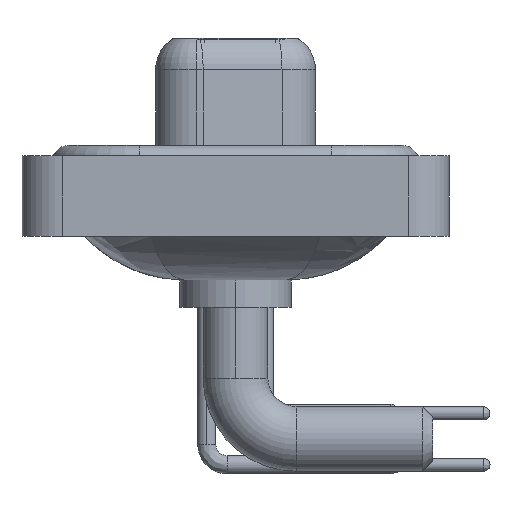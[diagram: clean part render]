
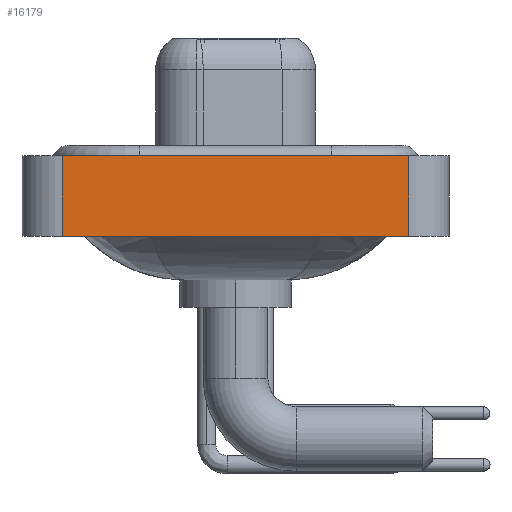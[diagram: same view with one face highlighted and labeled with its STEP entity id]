
A CAD part, left-side view. The second image highlights one B-rep face of the part: STEP entity #16179.
In plain terms, the highlighted planar face has unit normal (-1, 0, 0).
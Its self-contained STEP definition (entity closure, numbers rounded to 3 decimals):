
#138 = CARTESIAN_POINT ( 'NONE',  ( -7.35, -8.55, 0.4 ) ) ;
#884 = EDGE_CURVE ( 'NONE', #2585, #3649, #13024, .T. ) ;
#1080 = ORIENTED_EDGE ( 'NONE', *, *, #9994, .F. ) ;
#2353 = ORIENTED_EDGE ( 'NONE', *, *, #18155, .T. ) ;
#2585 = VERTEX_POINT ( 'NONE', #10646 ) ;
#3422 = CARTESIAN_POINT ( 'NONE',  ( -7.35, -8.55, 0.4 ) ) ;
#3649 = VERTEX_POINT ( 'NONE', #138 ) ;
#5100 = PLANE ( 'NONE',  #13348 ) ;
#7054 = CARTESIAN_POINT ( 'NONE',  ( -7.35, -8.55, -3.6 ) ) ;
#7109 = VECTOR ( 'NONE', #18067, 1000. ) ;
#7194 = CARTESIAN_POINT ( 'NONE',  ( -7.35, 8.55, -3.6 ) ) ;
#7242 = VECTOR ( 'NONE', #14871, 1000. ) ;
#8960 = DIRECTION ( 'NONE',  ( -1., 0., 0. ) ) ;
#9994 = EDGE_CURVE ( 'NONE', #20868, #2585, #18478, .T. ) ;
#10108 = EDGE_CURVE ( 'NONE', #20868, #10783, #17113, .T. ) ;
#10646 = CARTESIAN_POINT ( 'NONE',  ( -7.35, 8.55, 0.4 ) ) ;
#10783 = VERTEX_POINT ( 'NONE', #7054 ) ;
#11122 = DIRECTION ( 'NONE',  ( 0., -1., 0. ) ) ;
#11748 = CARTESIAN_POINT ( 'NONE',  ( -7.35, -8.55, -3.6 ) ) ;
#12439 = CARTESIAN_POINT ( 'NONE',  ( -7.35, -8.55, -3.6 ) ) ;
#12887 = CARTESIAN_POINT ( 'NONE',  ( -7.35, 8.55, -3.6 ) ) ;
#13024 = LINE ( 'NONE', #3422, #24043 ) ;
#13348 = AXIS2_PLACEMENT_3D ( 'NONE', #18429, #8960, #24514 ) ;
#14871 = DIRECTION ( 'NONE',  ( 0., 0., 1. ) ) ;
#16179 = ADVANCED_FACE ( 'NONE', ( #16802 ), #5100, .T. ) ;
#16406 = LINE ( 'NONE', #12439, #7109 ) ;
#16724 = ORIENTED_EDGE ( 'NONE', *, *, #10108, .T. ) ;
#16802 = FACE_OUTER_BOUND ( 'NONE', #21786, .T. ) ;
#17113 = LINE ( 'NONE', #11748, #23160 ) ;
#18067 = DIRECTION ( 'NONE',  ( 0., 0., 1. ) ) ;
#18155 = EDGE_CURVE ( 'NONE', #10783, #3649, #16406, .T. ) ;
#18429 = CARTESIAN_POINT ( 'NONE',  ( -7.35, -8.55, -3.6 ) ) ;
#18478 = LINE ( 'NONE', #12887, #7242 ) ;
#19175 = ORIENTED_EDGE ( 'NONE', *, *, #884, .F. ) ;
#20728 = DIRECTION ( 'NONE',  ( 0., -1., 0. ) ) ;
#20868 = VERTEX_POINT ( 'NONE', #7194 ) ;
#21786 = EDGE_LOOP ( 'NONE', ( #2353, #19175, #1080, #16724 ) ) ;
#23160 = VECTOR ( 'NONE', #20728, 1000. ) ;
#24043 = VECTOR ( 'NONE', #11122, 1000. ) ;
#24514 = DIRECTION ( 'NONE',  ( 0., 0., 1. ) ) ;
